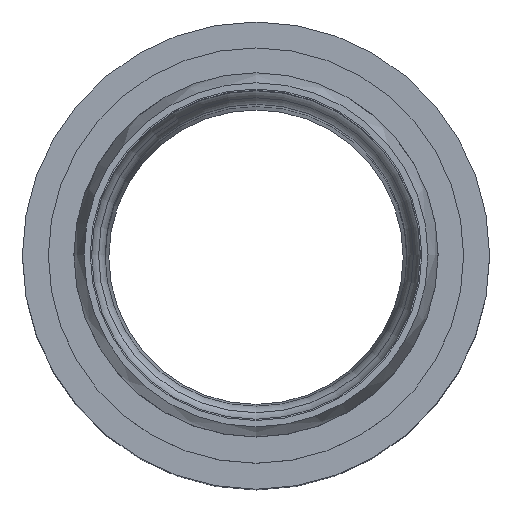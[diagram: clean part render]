
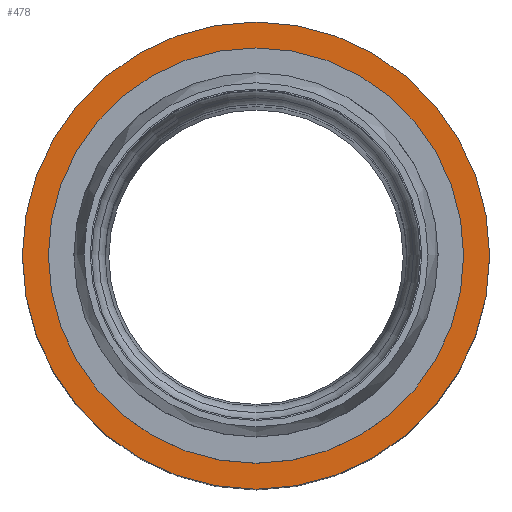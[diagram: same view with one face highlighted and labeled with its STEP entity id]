
A CAD part, top view. The second image highlights one B-rep face of the part: STEP entity #478.
In plain terms, the highlighted planar face has unit normal (0, 0, 1).
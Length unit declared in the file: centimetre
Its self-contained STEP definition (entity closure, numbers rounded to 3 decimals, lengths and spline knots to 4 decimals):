
#29=FACE_BOUND('',#142,.T.);
#35=PLANE('',#561);
#107=FACE_OUTER_BOUND('',#141,.T.);
#141=EDGE_LOOP('',(#436));
#142=EDGE_LOOP('',(#437));
#197=CIRCLE('',#560,45.2);
#198=CIRCLE('',#562,54.);
#240=VERTEX_POINT('',#981);
#241=VERTEX_POINT('',#985);
#306=EDGE_CURVE('',#240,#240,#197,.T.);
#307=EDGE_CURVE('',#241,#241,#198,.T.);
#436=ORIENTED_EDGE('',*,*,#307,.F.);
#437=ORIENTED_EDGE('',*,*,#306,.T.);
#478=ADVANCED_FACE('',(#107,#29),#35,.T.);
#560=AXIS2_PLACEMENT_3D('',#983,#731,#732);
#561=AXIS2_PLACEMENT_3D('',#984,#733,#734);
#562=AXIS2_PLACEMENT_3D('',#986,#735,#736);
#731=DIRECTION('center_axis',(0.,0.,-1.));
#732=DIRECTION('ref_axis',(1.,0.,0.));
#733=DIRECTION('center_axis',(0.,0.,1.));
#734=DIRECTION('ref_axis',(0.,-1.,0.));
#735=DIRECTION('center_axis',(0.,0.,-1.));
#736=DIRECTION('ref_axis',(1.,0.,0.));
#981=CARTESIAN_POINT('',(656.3113,155.0351,13.6316));
#983=CARTESIAN_POINT('Origin',(701.5113,155.0351,13.6316));
#984=CARTESIAN_POINT('Origin',(755.5113,155.0351,13.6316));
#985=CARTESIAN_POINT('',(647.5113,155.0351,13.6316));
#986=CARTESIAN_POINT('Origin',(701.5113,155.0351,13.6316));
